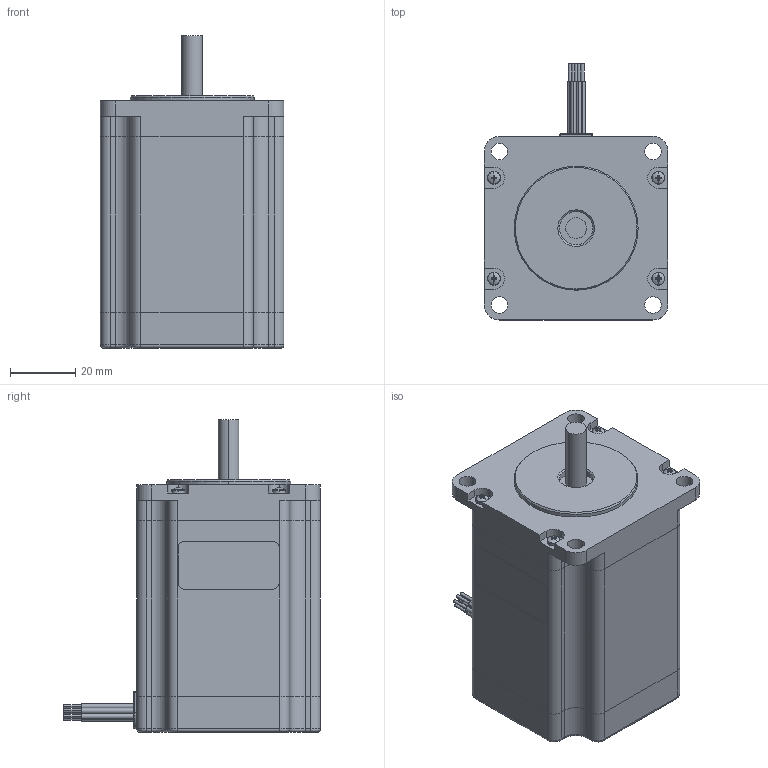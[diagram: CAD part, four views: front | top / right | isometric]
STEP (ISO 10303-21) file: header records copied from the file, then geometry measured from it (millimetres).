
FILE_DESCRIPTION (( 'STEP AP214' ), '1' );
FILE_NAME ('HT23-600 ASSEMBLY.STEP', '2022-04-04T19:02:09', ( '' ), ( '' ), 'SwSTEP 2.0', 'SolidWorks 2017', '' );
FILE_SCHEMA (( 'AUTOMOTIVE_DESIGN' ));
Length unit declared in the file: millimetre
Products named in the file (11): HT23-600 Laminations; HT23 REAR ENDBELL ASSEMBLY; HT23 Wire Grommet; HT23 FRONT ENDBELL ASSEMBLY^HT23-600 ASSEMBLY; HT23-600 Screw; HT23-600 ASSEMBLY; HT23-600 Shaft; HT23 Rear Endbell; LABEL; HT23 Front Endbell; HT23-600 Lead Wires
Assembly tree (13 placements, depth 3):
  HT23-600 ASSEMBLY
    HT23 FRONT ENDBELL ASSEMBLY^HT23-600 ASSEMBLY
      HT23 Front Endbell
      HT23-600 Screw  x4
    HT23 REAR ENDBELL ASSEMBLY
      HT23 Rear Endbell
      HT23 Wire Grommet
    HT23-600 Laminations
    HT23-600 Shaft
    HT23-600 Lead Wires
    LABEL
Bounding box: 56.5 x 78.9 x 96 mm (x, y, z)
Volume: 220178.7 mm3; surface area: 40741.1 mm2
Topology: 25 solids, 25 shells, 377 faces, 860 edges, 540 vertices
Faces by surface type: plane 166, cylinder 156, torus 23, cone 22, sphere 10
Entity records: 10003 total; most frequent: DIRECTION 1709, CARTESIAN_POINT 1484, ORIENTED_EDGE 1416, EDGE_CURVE 708, AXIS2_PLACEMENT_3D 675, VERTEX_POINT 450, VECTOR 359, LINE 359
